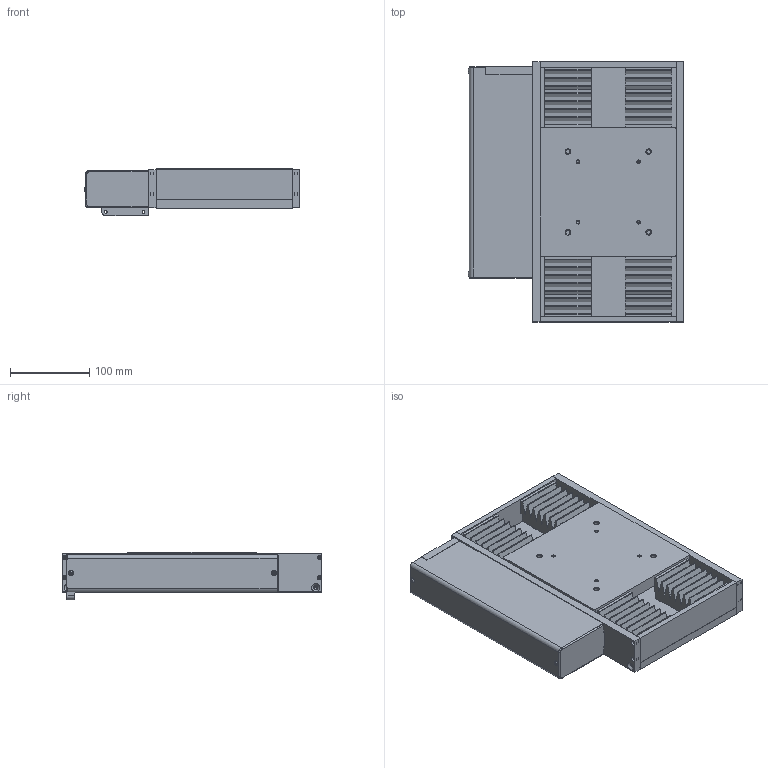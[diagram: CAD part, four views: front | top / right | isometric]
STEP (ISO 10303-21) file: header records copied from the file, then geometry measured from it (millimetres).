
FILE_DESCRIPTION (( 'STEP AP203' ), '1' );
FILE_NAME ('0-412-2A-4.STEP', '2020-09-16T17:08:14', ( '' ), ( '' ), 'SwSTEP 2.0', 'SolidWorks 2019', '' );
FILE_SCHEMA (( 'CONFIG_CONTROL_DESIGN' ));
Length unit declared in the file: inch
Products named in the file (1): 0-412-2A-4
Bounding box: 271.74 x 327.02 x 59.83 mm (x, y, z)
Volume: 2794906.6 mm3; surface area: 485684.2 mm2
Topology: 11 solids, 11 shells, 597 faces, 1548 edges, 1012 vertices
Faces by surface type: plane 278, cylinder 235, cone 71, bspline 9, sphere 2, torus 2
Full cylindrical faces by diameter (mm): 2.261 x8, 2.5 x2, 3.264 x8, 3.4 x2, 3.454 x8, 3.797 x8, 5.105 x12, 5.558 x16, 6.5 x2, 6.6 x8, 6.655 x2, 9 x14, 11 x8, 15 x14, 25.4 x4, 30.48 x1, 47.625 x1
Entity records: 19479 total; most frequent: CARTESIAN_POINT 5489, DIRECTION 2943, ORIENTED_EDGE 2578, EDGE_CURVE 1289, AXIS2_PLACEMENT_3D 1118, VERTEX_POINT 944, EDGE_LOOP 927, FACE_OUTER_BOUND 709
